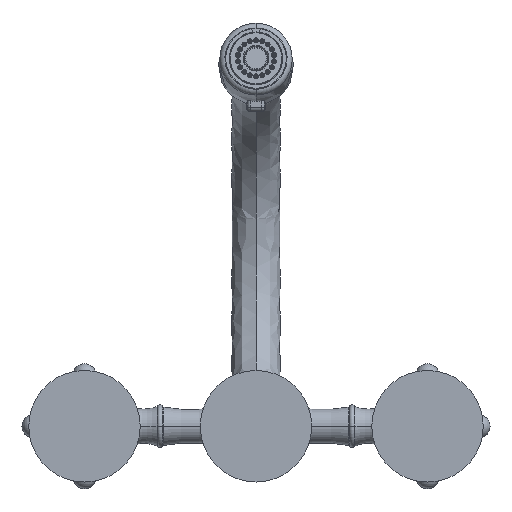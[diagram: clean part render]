
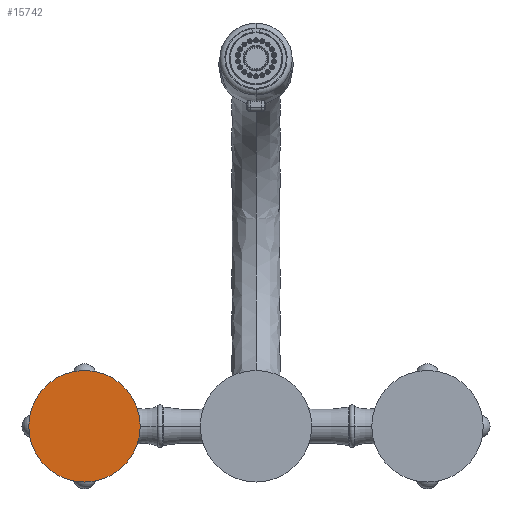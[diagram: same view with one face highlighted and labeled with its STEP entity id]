
A CAD part, front view. The second image highlights one B-rep face of the part: STEP entity #15742.
In plain terms, the highlighted planar face has unit normal (0, -1, 0).
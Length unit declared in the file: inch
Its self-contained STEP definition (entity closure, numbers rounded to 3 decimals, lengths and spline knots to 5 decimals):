
#2114=CARTESIAN_POINT('',(-4.,-2.9706,0.));
#2115=DIRECTION('',(0.,-1.,0.));
#2116=DIRECTION('',(1.,0.,0.));
#2117=AXIS2_PLACEMENT_3D('',#2114,#2115,#2116);
#2127=CARTESIAN_POINT('',(-4.,-2.9706,0.));
#2128=DIRECTION('',(0.,1.,0.));
#2129=DIRECTION('',(1.,0.,0.));
#2130=AXIS2_PLACEMENT_3D('',#2127,#2128,#2129);
#10980=CARTESIAN_POINT('',(-2.7,-2.9706,0.));
#10982=VERTEX_POINT('',#10980);
#10994=CARTESIAN_POINT('',(-5.3,-2.9706,0.));
#10996=VERTEX_POINT('',#10994);
#15733=CARTESIAN_POINT('',(-4.,-2.9706,0.));
#15734=DIRECTION('',(0.,-1.,0.));
#15735=DIRECTION('',(-1.,0.,0.));
#15736=AXIS2_PLACEMENT_3D('',#15733,#15734,#15735);
#15737=PLANE('',#15736);
#15738=ORIENTED_EDGE('',*,*,#15712,.F.);
#15739=ORIENTED_EDGE('',*,*,#15728,.T.);
#15740=EDGE_LOOP('',(#15738,#15739));
#15741=FACE_OUTER_BOUND('',#15740,.F.);
#15742=ADVANCED_FACE('',(#15741),#15737,.T.);
#2118=CIRCLE('',#2117,1.3);
#2131=CIRCLE('',#2130,1.3);
#15712=EDGE_CURVE('',#10982,#10996,#2118,.T.);
#15728=EDGE_CURVE('',#10982,#10996,#2131,.T.);
